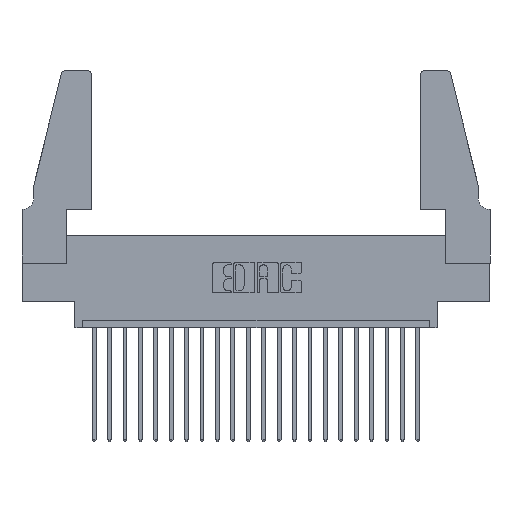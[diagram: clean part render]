
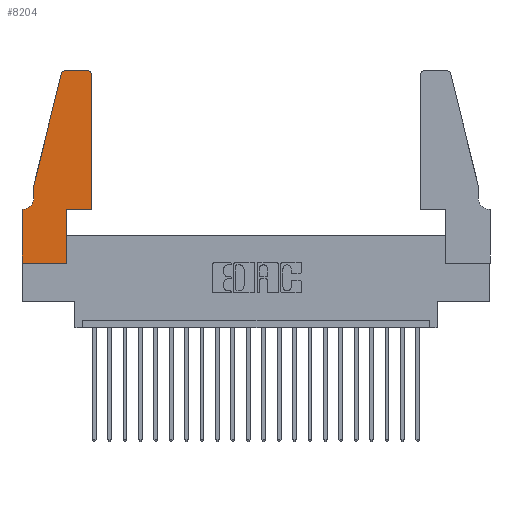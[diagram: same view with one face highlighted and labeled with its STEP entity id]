
A CAD part, top view. The second image highlights one B-rep face of the part: STEP entity #8204.
In plain terms, the highlighted planar face has unit normal (0, 0, 1).
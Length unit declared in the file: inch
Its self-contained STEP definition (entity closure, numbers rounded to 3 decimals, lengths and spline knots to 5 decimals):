
#11 = CARTESIAN_POINT ( 'NONE',  ( 0.2865, 0.35, 0.37 ) ) ;
#81 = VECTOR ( 'NONE', #11297, 39.37008 ) ;
#277 = DIRECTION ( 'NONE',  ( 1., 0., 0. ) ) ;
#769 = DIRECTION ( 'NONE',  ( 1., 0., 0. ) ) ;
#1340 = CARTESIAN_POINT ( 'NONE',  ( 0.284, 1.25, 0.37 ) ) ;
#1803 = ORIENTED_EDGE ( 'NONE', *, *, #4912, .T. ) ;
#2025 = CARTESIAN_POINT ( 'NONE',  ( 0., 0., 0.37 ) ) ;
#2175 = DIRECTION ( 'NONE',  ( 0., 0., -1. ) ) ;
#2360 = EDGE_CURVE ( 'NONE', #19554, #9676, #15915, .T. ) ;
#2579 = CIRCLE ( 'NONE', #6834, 0.03 ) ;
#2779 = CARTESIAN_POINT ( 'NONE',  ( 0., 0.35, 0.37 ) ) ;
#2852 = PLANE ( 'NONE',  #10629 ) ;
#3076 = ORIENTED_EDGE ( 'NONE', *, *, #14582, .T. ) ;
#3084 = CARTESIAN_POINT ( 'NONE',  ( 0., 0.35, 0.37 ) ) ;
#3602 = ORIENTED_EDGE ( 'NONE', *, *, #13081, .T. ) ;
#3618 = ORIENTED_EDGE ( 'NONE', *, *, #4366, .T. ) ;
#3675 = DIRECTION ( 'NONE',  ( 0., 0., 1. ) ) ;
#3749 = CARTESIAN_POINT ( 'NONE',  ( 0.284, 1.22, 0.37 ) ) ;
#3777 = DIRECTION ( 'NONE',  ( 0., 1., 0. ) ) ;
#3893 = CARTESIAN_POINT ( 'NONE',  ( 0.2605, 1.25, 0.37 ) ) ;
#4366 = EDGE_CURVE ( 'NONE', #9676, #20228, #15045, .T. ) ;
#4587 = CIRCLE ( 'NONE', #9096, 0.07 ) ;
#4651 = CARTESIAN_POINT ( 'NONE',  ( 0.0755, 0.42, 0.37 ) ) ;
#4867 = LINE ( 'NONE', #5321, #12151 ) ;
#4881 = EDGE_CURVE ( 'NONE', #13551, #7742, #15873, .T. ) ;
#4912 = EDGE_CURVE ( 'NONE', #10687, #13551, #2579, .T. ) ;
#4935 = LINE ( 'NONE', #19862, #17755 ) ;
#4990 = ORIENTED_EDGE ( 'NONE', *, *, #11762, .T. ) ;
#5262 = VERTEX_POINT ( 'NONE', #14882 ) ;
#5321 = CARTESIAN_POINT ( 'NONE',  ( 0.0755, 0.35, 0.37 ) ) ;
#5429 = CARTESIAN_POINT ( 'NONE',  ( 0.25487, 1.22718, 0.37 ) ) ;
#5510 = CARTESIAN_POINT ( 'NONE',  ( 0.4205, 1.25, 0.37 ) ) ;
#6282 = DIRECTION ( 'NONE',  ( 0., 1., 0. ) ) ;
#6722 = CARTESIAN_POINT ( 'NONE',  ( 0.0755, 0.5, 0.37 ) ) ;
#6834 = AXIS2_PLACEMENT_3D ( 'NONE', #3749, #3675, #16875 ) ;
#6848 = DIRECTION ( 'NONE',  ( -1., 0., 0. ) ) ;
#7377 = CARTESIAN_POINT ( 'NONE',  ( 0.4505, 0.35, 0.37 ) ) ;
#7735 = LINE ( 'NONE', #7377, #14776 ) ;
#7742 = VERTEX_POINT ( 'NONE', #17979 ) ;
#8204 = ADVANCED_FACE ( 'NONE', ( #14634 ), #2852, .T. ) ;
#8467 = EDGE_LOOP ( 'NONE', ( #4990, #1803, #16339, #20384, #17543, #11818, #3602, #12968, #3618, #20147, #3076, #9790 ) ) ;
#9096 = AXIS2_PLACEMENT_3D ( 'NONE', #13715, #2175, #6848 ) ;
#9298 = CARTESIAN_POINT ( 'NONE',  ( 0.2865, 0.35, 0.37 ) ) ;
#9676 = VERTEX_POINT ( 'NONE', #20492 ) ;
#9790 = ORIENTED_EDGE ( 'NONE', *, *, #10490, .T. ) ;
#10490 = EDGE_CURVE ( 'NONE', #14018, #21276, #13390, .T. ) ;
#10629 = AXIS2_PLACEMENT_3D ( 'NONE', #2779, #14611, #14444 ) ;
#10687 = VERTEX_POINT ( 'NONE', #1340 ) ;
#11083 = AXIS2_PLACEMENT_3D ( 'NONE', #14386, #17705, #16088 ) ;
#11279 = VECTOR ( 'NONE', #769, 39.37008 ) ;
#11297 = DIRECTION ( 'NONE',  ( -1., 0., 0. ) ) ;
#11762 = EDGE_CURVE ( 'NONE', #21276, #10687, #14416, .T. ) ;
#11818 = ORIENTED_EDGE ( 'NONE', *, *, #17227, .T. ) ;
#12034 = DIRECTION ( 'NONE',  ( -0.239, -0.971, 0. ) ) ;
#12151 = VECTOR ( 'NONE', #18704, 39.37008 ) ;
#12320 = CARTESIAN_POINT ( 'NONE',  ( 0.0055, 0.35, 0.37 ) ) ;
#12968 = ORIENTED_EDGE ( 'NONE', *, *, #2360, .T. ) ;
#13081 = EDGE_CURVE ( 'NONE', #17621, #19554, #17511, .T. ) ;
#13390 = CIRCLE ( 'NONE', #11083, 0.03 ) ;
#13551 = VERTEX_POINT ( 'NONE', #5429 ) ;
#13715 = CARTESIAN_POINT ( 'NONE',  ( 0.0055, 0.42, 0.37 ) ) ;
#14018 = VERTEX_POINT ( 'NONE', #17426 ) ;
#14386 = CARTESIAN_POINT ( 'NONE',  ( 0.4205, 1.22, 0.37 ) ) ;
#14416 = LINE ( 'NONE', #3893, #81 ) ;
#14444 = DIRECTION ( 'NONE',  ( 1., 0., 0. ) ) ;
#14559 = VECTOR ( 'NONE', #3777, 39.37008 ) ;
#14582 = EDGE_CURVE ( 'NONE', #5262, #14018, #7735, .T. ) ;
#14611 = DIRECTION ( 'NONE',  ( 0., 0., 1. ) ) ;
#14634 = FACE_OUTER_BOUND ( 'NONE', #8467, .T. ) ;
#14776 = VECTOR ( 'NONE', #6282, 39.37008 ) ;
#14857 = EDGE_CURVE ( 'NONE', #20402, #20174, #4587, .T. ) ;
#14882 = CARTESIAN_POINT ( 'NONE',  ( 0.4505, 0.35, 0.37 ) ) ;
#15045 = LINE ( 'NONE', #11, #14559 ) ;
#15873 = LINE ( 'NONE', #6722, #19286 ) ;
#15915 = LINE ( 'NONE', #2025, #17754 ) ;
#16088 = DIRECTION ( 'NONE',  ( 1., 0., 0. ) ) ;
#16215 = EDGE_CURVE ( 'NONE', #7742, #20402, #4935, .T. ) ;
#16339 = ORIENTED_EDGE ( 'NONE', *, *, #4881, .T. ) ;
#16875 = DIRECTION ( 'NONE',  ( 1., 0., 0. ) ) ;
#17227 = EDGE_CURVE ( 'NONE', #20174, #17621, #4867, .T. ) ;
#17426 = CARTESIAN_POINT ( 'NONE',  ( 0.4505, 1.22, 0.37 ) ) ;
#17511 = LINE ( 'NONE', #17950, #21142 ) ;
#17543 = ORIENTED_EDGE ( 'NONE', *, *, #14857, .T. ) ;
#17621 = VERTEX_POINT ( 'NONE', #3084 ) ;
#17705 = DIRECTION ( 'NONE',  ( 0., 0., 1. ) ) ;
#17754 = VECTOR ( 'NONE', #277, 39.37008 ) ;
#17755 = VECTOR ( 'NONE', #18259, 39.37008 ) ;
#17950 = CARTESIAN_POINT ( 'NONE',  ( 0., 0., 0.37 ) ) ;
#17979 = CARTESIAN_POINT ( 'NONE',  ( 0.0755, 0.5, 0.37 ) ) ;
#18020 = DIRECTION ( 'NONE',  ( 0., -1., 0. ) ) ;
#18259 = DIRECTION ( 'NONE',  ( 0., -1., 0. ) ) ;
#18704 = DIRECTION ( 'NONE',  ( -1., 0., 0. ) ) ;
#18736 = EDGE_CURVE ( 'NONE', #20228, #5262, #20713, .T. ) ;
#19187 = CARTESIAN_POINT ( 'NONE',  ( 0.4505, 0.35, 0.37 ) ) ;
#19286 = VECTOR ( 'NONE', #12034, 39.37008 ) ;
#19554 = VERTEX_POINT ( 'NONE', #20610 ) ;
#19862 = CARTESIAN_POINT ( 'NONE',  ( 0.0755, 0.5, 0.37 ) ) ;
#20147 = ORIENTED_EDGE ( 'NONE', *, *, #18736, .T. ) ;
#20174 = VERTEX_POINT ( 'NONE', #12320 ) ;
#20228 = VERTEX_POINT ( 'NONE', #9298 ) ;
#20384 = ORIENTED_EDGE ( 'NONE', *, *, #16215, .T. ) ;
#20402 = VERTEX_POINT ( 'NONE', #4651 ) ;
#20492 = CARTESIAN_POINT ( 'NONE',  ( 0.2865, 0., 0.37 ) ) ;
#20610 = CARTESIAN_POINT ( 'NONE',  ( 0., 0., 0.37 ) ) ;
#20713 = LINE ( 'NONE', #19187, #11279 ) ;
#21142 = VECTOR ( 'NONE', #18020, 39.37008 ) ;
#21276 = VERTEX_POINT ( 'NONE', #5510 ) ;
